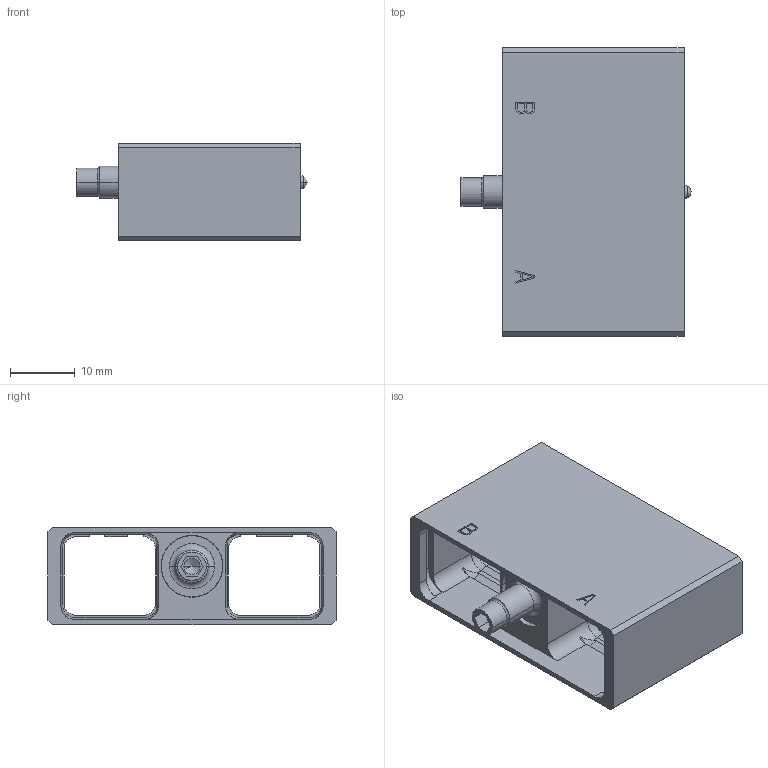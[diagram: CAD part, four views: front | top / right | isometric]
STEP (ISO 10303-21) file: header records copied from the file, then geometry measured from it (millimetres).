
FILE_DESCRIPTION((''),'2;1');
FILE_NAME('SIM2D40VG','2019-10-30T',('presta_be4'),(''),'CREO PARAMETRIC BY PTC INC, 2018360','CREO PARAMETRIC BY PTC INC, 2018360','');
FILE_SCHEMA(('CONFIG_CONTROL_DESIGN'));
Products named in the file (1): SIM2D40VG
Bounding box: 35.55 x 44.5 x 15.06 mm (x, y, z)
Volume: 6400.9 mm3; surface area: 9563.1 mm2
Topology: 2 solids, 2 shells, 1971 faces, 5601 edges, 3440 vertices
Faces by surface type: plane 869, cylinder 474, cone 224, torus 200, sphere 194, bspline 10
Entity records: 63612 total; most frequent: CARTESIAN_POINT 12697, DIRECTION 11063, ORIENTED_EDGE 10426, EDGE_CURVE 5213, AXIS2_PLACEMENT_3D 3925, VERTEX_POINT 3440, VECTOR 3213, LINE 3213
